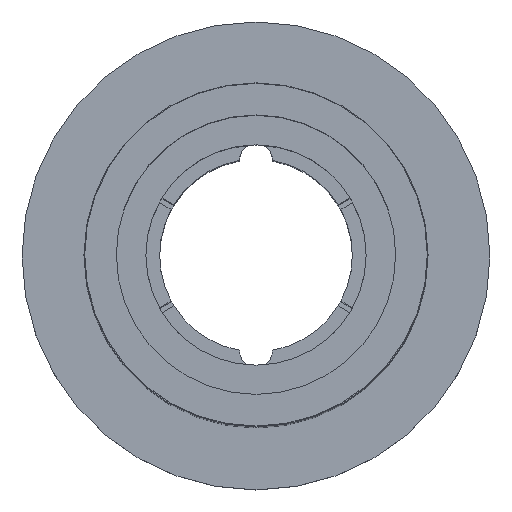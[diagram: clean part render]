
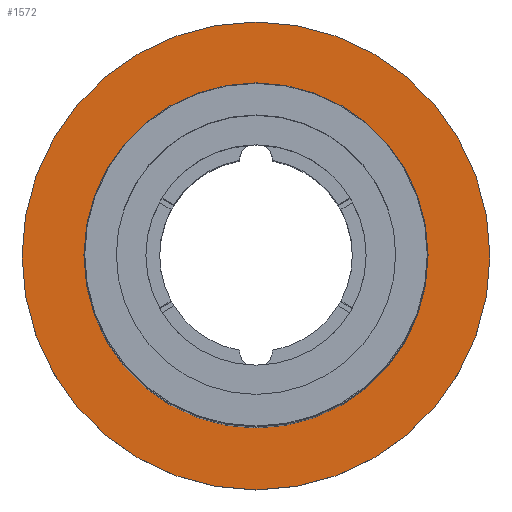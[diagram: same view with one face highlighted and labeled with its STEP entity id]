
A CAD part, top view. The second image highlights one B-rep face of the part: STEP entity #1572.
In plain terms, the highlighted planar face has unit normal (0, 0, 1).
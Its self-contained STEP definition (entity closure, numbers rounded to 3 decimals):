
#41 = ORIENTED_EDGE ( 'NONE', *, *, #1498, .T. ) ;
#45 = AXIS2_PLACEMENT_3D ( 'NONE', #1627, #1290, #1306 ) ;
#111 = DIRECTION ( 'NONE',  ( 1., 0., 0. ) ) ;
#112 = EDGE_CURVE ( 'NONE', #1111, #2052, #1396, .T. ) ;
#139 = DIRECTION ( 'NONE',  ( 0., 0., 1. ) ) ;
#310 = ORIENTED_EDGE ( 'NONE', *, *, #1107, .F. ) ;
#446 = CARTESIAN_POINT ( 'NONE',  ( 17., 0., -53. ) ) ;
#451 = CARTESIAN_POINT ( 'NONE',  ( 0., 12.5, -53. ) ) ;
#475 = DIRECTION ( 'NONE',  ( 0., 0., 1. ) ) ;
#595 = CARTESIAN_POINT ( 'NONE',  ( 0., 0., -53. ) ) ;
#755 = DIRECTION ( 'NONE',  ( 0., 0., 1. ) ) ;
#765 = EDGE_LOOP ( 'NONE', ( #41, #1593 ) ) ;
#786 = DIRECTION ( 'NONE',  ( -1., 0., 0. ) ) ;
#790 = DIRECTION ( 'NONE',  ( 0., 0., -1. ) ) ;
#792 = CARTESIAN_POINT ( 'NONE',  ( -17., 0., -53. ) ) ;
#986 = CARTESIAN_POINT ( 'NONE',  ( 0., 0., -53. ) ) ;
#1028 = ORIENTED_EDGE ( 'NONE', *, *, #2033, .F. ) ;
#1107 = EDGE_CURVE ( 'NONE', #1374, #1167, #1869, .T. ) ;
#1111 = VERTEX_POINT ( 'NONE', #792 ) ;
#1167 = VERTEX_POINT ( 'NONE', #2145 ) ;
#1278 = AXIS2_PLACEMENT_3D ( 'NONE', #595, #755, #1450 ) ;
#1290 = DIRECTION ( 'NONE',  ( 0., 0., 1. ) ) ;
#1306 = DIRECTION ( 'NONE',  ( 1., 0., 0. ) ) ;
#1374 = VERTEX_POINT ( 'NONE', #1414 ) ;
#1391 = AXIS2_PLACEMENT_3D ( 'NONE', #1961, #475, #111 ) ;
#1396 = CIRCLE ( 'NONE', #2149, 17. ) ;
#1414 = CARTESIAN_POINT ( 'NONE',  ( -12.5, 0., -53. ) ) ;
#1450 = DIRECTION ( 'NONE',  ( 1., 0., 0. ) ) ;
#1498 = EDGE_CURVE ( 'NONE', #2052, #1111, #1935, .T. ) ;
#1537 = CIRCLE ( 'NONE', #1278, 12.5 ) ;
#1572 = ADVANCED_FACE ( 'NONE', ( #1591, #2115 ), #1631, .F. ) ;
#1591 = FACE_BOUND ( 'NONE', #2015, .T. ) ;
#1593 = ORIENTED_EDGE ( 'NONE', *, *, #112, .T. ) ;
#1627 = CARTESIAN_POINT ( 'NONE',  ( 0., 0., -53. ) ) ;
#1631 = PLANE ( 'NONE',  #1738 ) ;
#1738 = AXIS2_PLACEMENT_3D ( 'NONE', #451, #790, #786 ) ;
#1869 = CIRCLE ( 'NONE', #45, 12.5 ) ;
#1935 = CIRCLE ( 'NONE', #1391, 17. ) ;
#1961 = CARTESIAN_POINT ( 'NONE',  ( 0., 0., -53. ) ) ;
#1977 = DIRECTION ( 'NONE',  ( 1., 0., 0. ) ) ;
#2015 = EDGE_LOOP ( 'NONE', ( #1028, #310 ) ) ;
#2033 = EDGE_CURVE ( 'NONE', #1167, #1374, #1537, .T. ) ;
#2052 = VERTEX_POINT ( 'NONE', #446 ) ;
#2115 = FACE_OUTER_BOUND ( 'NONE', #765, .T. ) ;
#2145 = CARTESIAN_POINT ( 'NONE',  ( 12.5, 0., -53. ) ) ;
#2149 = AXIS2_PLACEMENT_3D ( 'NONE', #986, #139, #1977 ) ;
